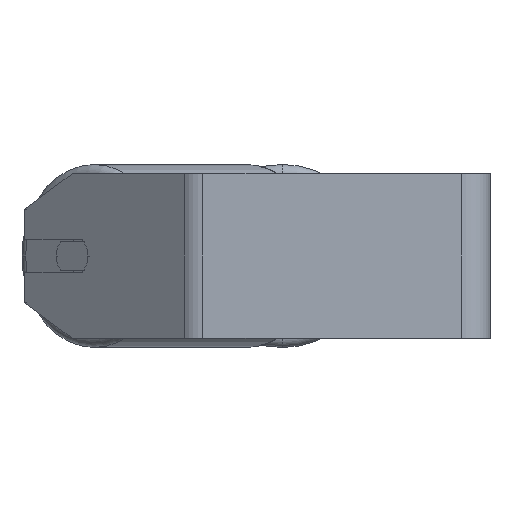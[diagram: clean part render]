
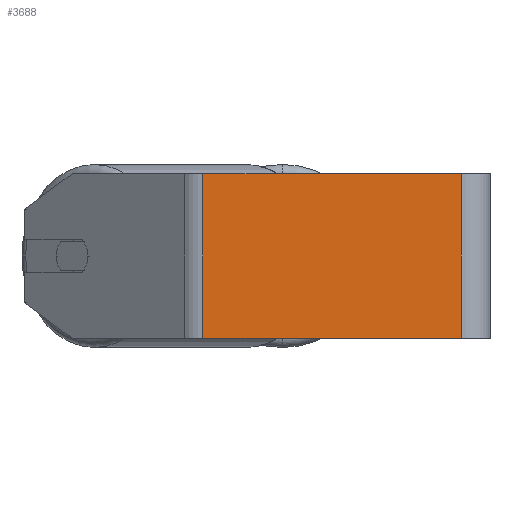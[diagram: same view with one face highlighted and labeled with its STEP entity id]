
A CAD part, left-side view. The second image highlights one B-rep face of the part: STEP entity #3688.
In plain terms, the highlighted planar face has unit normal (-1, 0, 0).
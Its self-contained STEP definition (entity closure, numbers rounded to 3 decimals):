
#322 = VERTEX_POINT ( 'NONE', #4909 ) ;
#582 = VECTOR ( 'NONE', #7058, 1000. ) ;
#682 = LINE ( 'NONE', #3882, #4437 ) ;
#912 = EDGE_LOOP ( 'NONE', ( #7937, #5397, #3671, #2851 ) ) ;
#1018 = DIRECTION ( 'NONE',  ( 0., 0., -1. ) ) ;
#1107 = VERTEX_POINT ( 'NONE', #8101 ) ;
#1179 = CARTESIAN_POINT ( 'NONE',  ( -255., 144.681, -40. ) ) ;
#1214 = LINE ( 'NONE', #8298, #6108 ) ;
#1598 = VECTOR ( 'NONE', #1018, 1000. ) ;
#2416 = CARTESIAN_POINT ( 'NONE',  ( -255., 144.681, 40. ) ) ;
#2834 = EDGE_CURVE ( 'NONE', #5142, #322, #6251, .T. ) ;
#2851 = ORIENTED_EDGE ( 'NONE', *, *, #7889, .T. ) ;
#2892 = LINE ( 'NONE', #6978, #1598 ) ;
#3636 = CARTESIAN_POINT ( 'NONE',  ( -255., 139.586, -40. ) ) ;
#3671 = ORIENTED_EDGE ( 'NONE', *, *, #8407, .F. ) ;
#3688 = ADVANCED_FACE ( 'NONE', ( #5824 ), #7704, .F. ) ;
#3861 = DIRECTION ( 'NONE',  ( 1., 0., 0. ) ) ;
#3882 = CARTESIAN_POINT ( 'NONE',  ( -255., 14., 40. ) ) ;
#4437 = VECTOR ( 'NONE', #7035, 1000. ) ;
#4498 = DIRECTION ( 'NONE',  ( 0., 0., -1. ) ) ;
#4543 = CARTESIAN_POINT ( 'NONE',  ( -255., 14., 40. ) ) ;
#4884 = VERTEX_POINT ( 'NONE', #4543 ) ;
#4909 = CARTESIAN_POINT ( 'NONE',  ( -255., 14., -40. ) ) ;
#5142 = VERTEX_POINT ( 'NONE', #3636 ) ;
#5355 = AXIS2_PLACEMENT_3D ( 'NONE', #2416, #3861, #4498 ) ;
#5397 = ORIENTED_EDGE ( 'NONE', *, *, #7679, .F. ) ;
#5824 = FACE_OUTER_BOUND ( 'NONE', #912, .T. ) ;
#6108 = VECTOR ( 'NONE', #8384, 1000. ) ;
#6251 = LINE ( 'NONE', #1179, #582 ) ;
#6978 = CARTESIAN_POINT ( 'NONE',  ( -255., 139.586, 40. ) ) ;
#7035 = DIRECTION ( 'NONE',  ( 0., 0., -1. ) ) ;
#7058 = DIRECTION ( 'NONE',  ( 0., -1., 0. ) ) ;
#7679 = EDGE_CURVE ( 'NONE', #4884, #322, #682, .T. ) ;
#7704 = PLANE ( 'NONE',  #5355 ) ;
#7889 = EDGE_CURVE ( 'NONE', #1107, #5142, #2892, .T. ) ;
#7937 = ORIENTED_EDGE ( 'NONE', *, *, #2834, .T. ) ;
#8101 = CARTESIAN_POINT ( 'NONE',  ( -255., 139.586, 40. ) ) ;
#8298 = CARTESIAN_POINT ( 'NONE',  ( -255., 144.681, 40. ) ) ;
#8384 = DIRECTION ( 'NONE',  ( 0., -1., 0. ) ) ;
#8407 = EDGE_CURVE ( 'NONE', #1107, #4884, #1214, .T. ) ;
